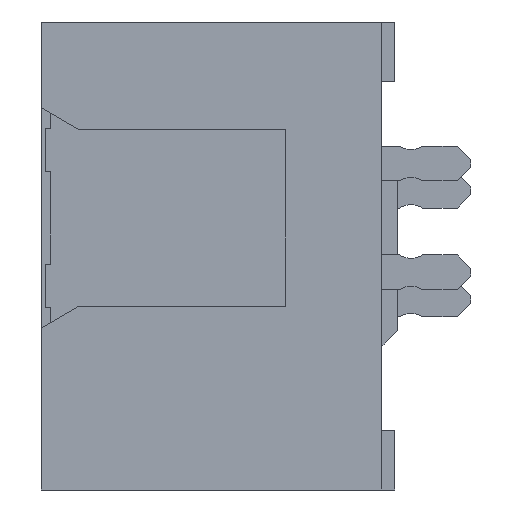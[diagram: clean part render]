
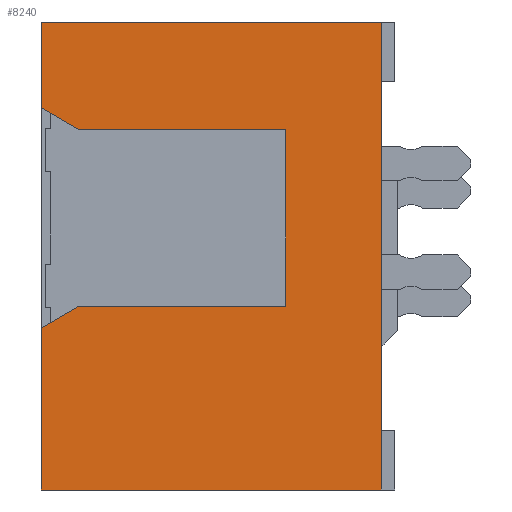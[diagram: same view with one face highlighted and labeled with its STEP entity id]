
A CAD part, left-side view. The second image highlights one B-rep face of the part: STEP entity #8240.
In plain terms, the highlighted planar face has unit normal (-1, 0, 0).
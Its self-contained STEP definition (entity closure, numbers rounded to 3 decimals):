
#287=ORIENTED_EDGE('',*,*,#2654,.T.);
#288=ORIENTED_EDGE('',*,*,#2657,.T.);
#289=ORIENTED_EDGE('',*,*,#2659,.T.);
#290=ORIENTED_EDGE('',*,*,#2650,.T.);
#291=ORIENTED_EDGE('',*,*,#2662,.T.);
#292=ORIENTED_EDGE('',*,*,#2663,.F.);
#293=ORIENTED_EDGE('',*,*,#2664,.T.);
#294=ORIENTED_EDGE('',*,*,#2497,.T.);
#295=ORIENTED_EDGE('',*,*,#2665,.F.);
#296=ORIENTED_EDGE('',*,*,#2666,.F.);
#2497=EDGE_CURVE('',#3698,#3697,#4497,.T.);
#2650=EDGE_CURVE('',#3836,#3838,#4650,.T.);
#2654=EDGE_CURVE('',#3840,#3842,#4654,.T.);
#2657=EDGE_CURVE('',#3842,#3844,#4657,.T.);
#2659=EDGE_CURVE('',#3844,#3836,#4659,.T.);
#2662=EDGE_CURVE('',#3838,#3846,#4662,.T.);
#2663=EDGE_CURVE('',#3847,#3846,#4663,.T.);
#2664=EDGE_CURVE('',#3847,#3698,#4664,.T.);
#2665=EDGE_CURVE('',#3848,#3697,#4665,.T.);
#2666=EDGE_CURVE('',#3840,#3848,#4666,.T.);
#3697=VERTEX_POINT('',#11289);
#3698=VERTEX_POINT('',#11291);
#3836=VERTEX_POINT('',#11592);
#3838=VERTEX_POINT('',#11596);
#3840=VERTEX_POINT('',#11601);
#3842=VERTEX_POINT('',#11605);
#3844=VERTEX_POINT('',#11611);
#3846=VERTEX_POINT('',#11620);
#3847=VERTEX_POINT('',#11624);
#3848=VERTEX_POINT('',#11627);
#4497=LINE('',#11290,#5681);
#4650=LINE('',#11597,#5834);
#4654=LINE('',#11606,#5838);
#4657=LINE('',#11612,#5841);
#4659=LINE('',#11615,#5843);
#4662=LINE('',#11621,#5846);
#4663=LINE('',#11623,#5847);
#4664=LINE('',#11625,#5848);
#4665=LINE('',#11626,#5849);
#4666=LINE('',#11628,#5850);
#5681=VECTOR('',#9162,1000.);
#5834=VECTOR('',#9341,1000.);
#5838=VECTOR('',#9347,1000.);
#5841=VECTOR('',#9352,1000.);
#5843=VECTOR('',#9356,1000.);
#5846=VECTOR('',#9361,1000.);
#5847=VECTOR('',#9364,1000.);
#5848=VECTOR('',#9365,1000.);
#5849=VECTOR('',#9366,1000.);
#5850=VECTOR('',#9367,1000.);
#6863=EDGE_LOOP('',(#287,#288,#289,#290,#291,#292,#293,#294,#295,#296));
#7351=FACE_BOUND('',#6863,.T.);
#7816=PLANE('',#8683);
#8240=ADVANCED_FACE('',(#7351),#7816,.F.);
#8683=AXIS2_PLACEMENT_3D('',#11622,#9362,#9363);
#9162=DIRECTION('',(0.,0.,1.));
#9341=DIRECTION('',(0.,1.,0.));
#9347=DIRECTION('',(0.,-0.865,-0.502));
#9352=DIRECTION('',(0.,-1.,0.));
#9356=DIRECTION('',(0.,0.,-1.));
#9361=DIRECTION('',(0.,0.865,-0.502));
#9362=DIRECTION('',(1.,0.,0.));
#9363=DIRECTION('',(0.,0.,-1.));
#9364=DIRECTION('',(0.,0.,1.));
#9365=DIRECTION('',(0.,-1.,0.));
#9366=DIRECTION('',(0.,-1.,0.));
#9367=DIRECTION('',(0.,0.,1.));
#11289=CARTESIAN_POINT('',(-14.65,0.25,4.3));
#11290=CARTESIAN_POINT('',(-14.65,0.25,-4.3));
#11291=CARTESIAN_POINT('',(-14.65,0.25,-4.3));
#11592=CARTESIAN_POINT('',(-14.65,2.,-0.925));
#11596=CARTESIAN_POINT('',(-14.65,5.81,-0.925));
#11597=CARTESIAN_POINT('',(-14.65,2.,-0.925));
#11601=CARTESIAN_POINT('',(-14.65,6.5,2.725));
#11605=CARTESIAN_POINT('',(-14.65,5.81,2.325));
#11606=CARTESIAN_POINT('',(-14.65,6.5,2.725));
#11611=CARTESIAN_POINT('',(-14.65,2.,2.325));
#11612=CARTESIAN_POINT('',(-14.65,5.81,2.325));
#11615=CARTESIAN_POINT('',(-14.65,2.,2.325));
#11620=CARTESIAN_POINT('',(-14.65,6.5,-1.325));
#11621=CARTESIAN_POINT('',(-14.65,5.81,-0.925));
#11622=CARTESIAN_POINT('',(-14.65,6.5,-4.3));
#11623=CARTESIAN_POINT('',(-14.65,6.5,-4.3));
#11624=CARTESIAN_POINT('',(-14.65,6.5,-4.3));
#11625=CARTESIAN_POINT('',(-14.65,6.5,-4.3));
#11626=CARTESIAN_POINT('',(-14.65,6.5,4.3));
#11627=CARTESIAN_POINT('',(-14.65,6.5,4.3));
#11628=CARTESIAN_POINT('',(-14.65,6.5,-4.3));
